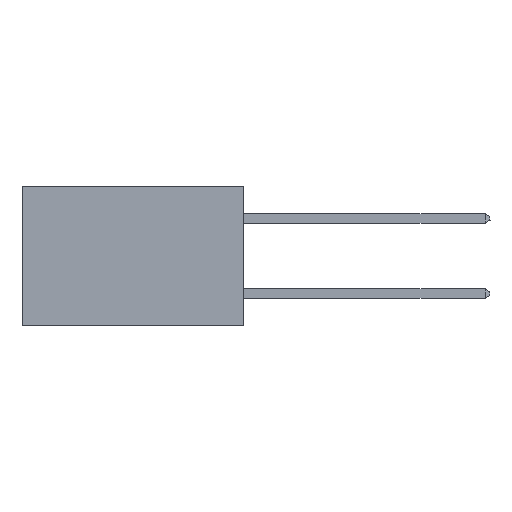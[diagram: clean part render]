
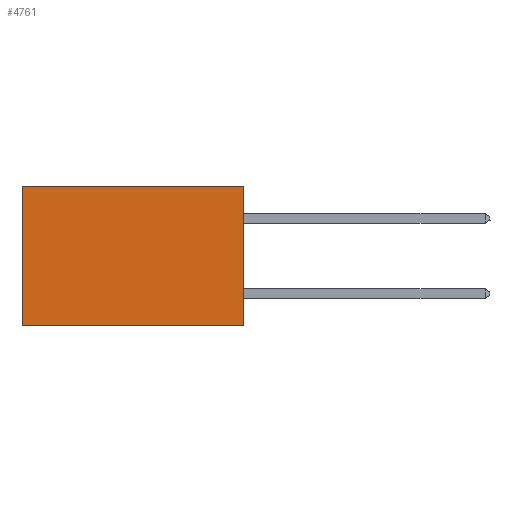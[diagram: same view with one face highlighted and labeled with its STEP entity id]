
A CAD part, left-side view. The second image highlights one B-rep face of the part: STEP entity #4761.
In plain terms, the highlighted planar face has unit normal (-1, 0, 0).
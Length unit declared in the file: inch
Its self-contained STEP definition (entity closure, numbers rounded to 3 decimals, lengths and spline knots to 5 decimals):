
#95 = LINE ( 'NONE', #1443, #5584 ) ;
#182 = AXIS2_PLACEMENT_3D ( 'NONE', #7524, #7448, #7434 ) ;
#231 = VECTOR ( 'NONE', #5355, 39.37008 ) ;
#241 = VECTOR ( 'NONE', #3208, 39.37008 ) ;
#291 = CARTESIAN_POINT ( 'NONE',  ( 0.277, 0.59, -0.37 ) ) ;
#351 = VECTOR ( 'NONE', #7547, 39.37008 ) ;
#451 = LINE ( 'NONE', #8051, #231 ) ;
#601 = FACE_OUTER_BOUND ( 'NONE', #2715, .T. ) ;
#964 = EDGE_CURVE ( 'NONE', #8174, #4942, #7611, .T. ) ;
#1251 = EDGE_CURVE ( 'NONE', #4942, #2825, #5519, .T. ) ;
#1443 = CARTESIAN_POINT ( 'NONE',  ( 0.277, 0., -0.37 ) ) ;
#1497 = ORIENTED_EDGE ( 'NONE', *, *, #1251, .T. ) ;
#1795 = EDGE_CURVE ( 'NONE', #8174, #6015, #451, .T. ) ;
#2184 = CARTESIAN_POINT ( 'NONE',  ( 0.277, 0., 0. ) ) ;
#2715 = EDGE_LOOP ( 'NONE', ( #1497, #3260, #5201, #6984 ) ) ;
#2825 = VERTEX_POINT ( 'NONE', #8328 ) ;
#3101 = EDGE_CURVE ( 'NONE', #6015, #2825, #95, .T. ) ;
#3208 = DIRECTION ( 'NONE',  ( 0., 0., -1. ) ) ;
#3260 = ORIENTED_EDGE ( 'NONE', *, *, #3101, .F. ) ;
#3277 = CARTESIAN_POINT ( 'NONE',  ( 0.277, 0., -0.37 ) ) ;
#4761 = ADVANCED_FACE ( 'NONE', ( #601 ), #7464, .F. ) ;
#4942 = VERTEX_POINT ( 'NONE', #5961 ) ;
#5201 = ORIENTED_EDGE ( 'NONE', *, *, #1795, .F. ) ;
#5355 = DIRECTION ( 'NONE',  ( 0., 0., -1. ) ) ;
#5519 = LINE ( 'NONE', #291, #241 ) ;
#5584 = VECTOR ( 'NONE', #8095, 39.37008 ) ;
#5961 = CARTESIAN_POINT ( 'NONE',  ( 0.277, 0.59, 0. ) ) ;
#6015 = VERTEX_POINT ( 'NONE', #3277 ) ;
#6984 = ORIENTED_EDGE ( 'NONE', *, *, #964, .T. ) ;
#7434 = DIRECTION ( 'NONE',  ( 0., 0., -1. ) ) ;
#7448 = DIRECTION ( 'NONE',  ( 1., 0., 0. ) ) ;
#7464 = PLANE ( 'NONE',  #182 ) ;
#7524 = CARTESIAN_POINT ( 'NONE',  ( 0.277, 0., -0.37 ) ) ;
#7547 = DIRECTION ( 'NONE',  ( 0., 1., 0. ) ) ;
#7611 = LINE ( 'NONE', #7868, #351 ) ;
#7868 = CARTESIAN_POINT ( 'NONE',  ( 0.277, 0., 0. ) ) ;
#8051 = CARTESIAN_POINT ( 'NONE',  ( 0.277, 0., -0.37 ) ) ;
#8095 = DIRECTION ( 'NONE',  ( 0., 1., 0. ) ) ;
#8174 = VERTEX_POINT ( 'NONE', #2184 ) ;
#8328 = CARTESIAN_POINT ( 'NONE',  ( 0.277, 0.59, -0.37 ) ) ;
